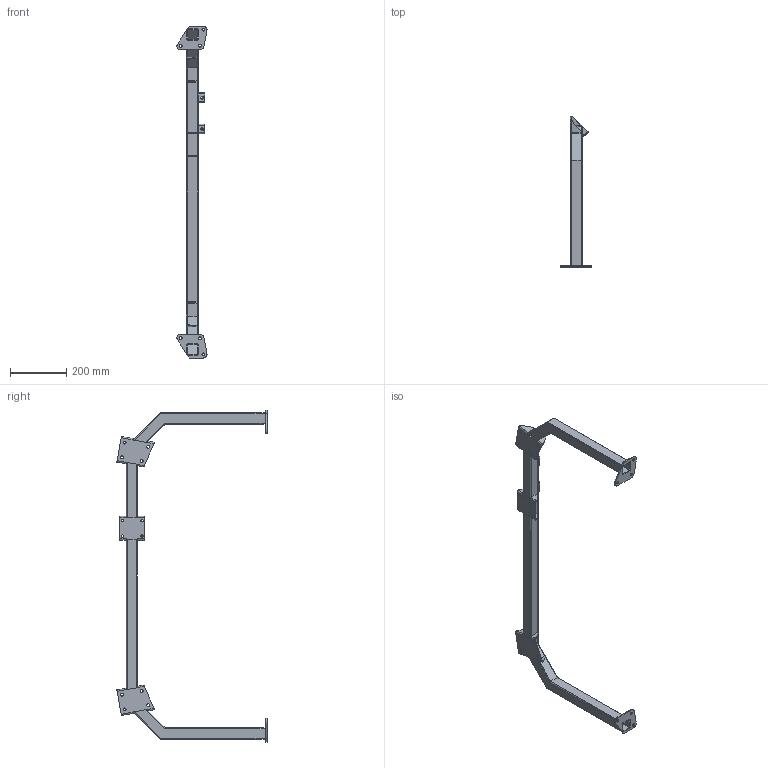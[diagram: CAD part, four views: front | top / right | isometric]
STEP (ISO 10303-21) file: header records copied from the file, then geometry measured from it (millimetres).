
FILE_DESCRIPTION(/* description */ (''),/* implementation_level */ '2;1');
FILE_NAME(/* name */ 'TRAVERSO_PIANTONE_ASM_19_ASM.stp',/* time_stamp */ '2016-06-02T11:03:21+02:00',/* author */ (''),/* organization */ (''),/* preprocessor_version */ 'ST-DEVELOPER v16.5',/* originating_system */ 'Autodesk Translation Framework v5.0.0.3310',/* authorisation */ '');
FILE_SCHEMA (('AUTOMOTIVE_DESIGN { 1 0 10303 214 3 1 1 }'));
Length unit declared in the file: centimetre
Products named in the file (10): TRAVERSO_PIANTONE_ASM_19_ASM; TRAVERSO_PIANTONE_20; PIASTRA_TRAVERSO_PIANTONE_10_ASM; MANIFOLD_SOLID_BREP_2809; MANIFOLD_SOLID_BREP_3593; PIASTRA_DUOMO_ANT_PIANT_15_ASM; MANIFOLD_SOLID_BREP_5248; MANIFOLD_SOLID_BREP_6875; STAFFA_FISSAGGIO_ACCEL_11; SUPPORTO_PIANTONE_STERZO_7
Assembly tree (10 placements, depth 3):
  TRAVERSO_PIANTONE_ASM_19_ASM
    TRAVERSO_PIANTONE_20
    PIASTRA_TRAVERSO_PIANTONE_10_ASM
      MANIFOLD_SOLID_BREP_2809
      MANIFOLD_SOLID_BREP_3593
    PIASTRA_DUOMO_ANT_PIANT_15_ASM
      MANIFOLD_SOLID_BREP_5248
      MANIFOLD_SOLID_BREP_6875
    SUPPORTO_PIANTONE_STERZO_7  x2
    STAFFA_FISSAGGIO_ACCEL_11
Bounding box: 107.19 x 535.12 x 1184 mm (x, y, z)
Volume: 1000175.1 mm3; surface area: 673381.9 mm2
Topology: 8 solids, 8 shells, 314 faces, 750 edges, 448 vertices
Faces by surface type: plane 192, cylinder 110, bspline 12
Full cylindrical faces by diameter (mm): 8.2 x4, 10.1 x8, 10.15 x6, 11 x2
Entity records: 9019 total; most frequent: CARTESIAN_POINT 1971, DIRECTION 1454, ORIENTED_EDGE 1372, EDGE_CURVE 686, LINE 496, VECTOR 496, AXIS2_PLACEMENT_3D 479, VERTEX_POINT 422
